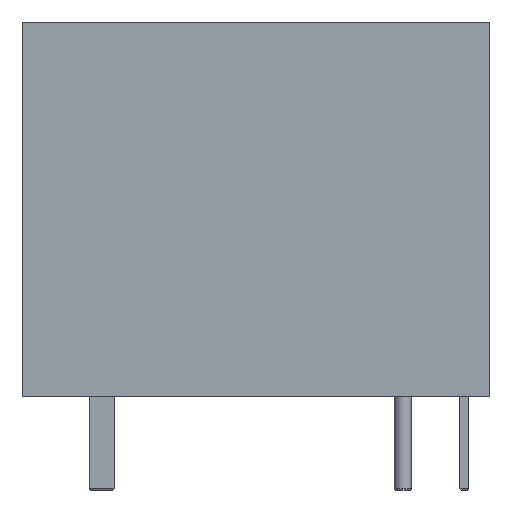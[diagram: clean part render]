
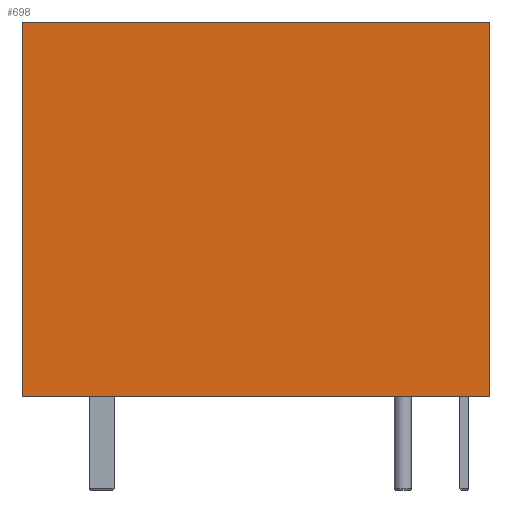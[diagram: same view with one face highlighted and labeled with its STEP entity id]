
A CAD part, left-side view. The second image highlights one B-rep face of the part: STEP entity #698.
In plain terms, the highlighted planar face has unit normal (-1, 0, 0).
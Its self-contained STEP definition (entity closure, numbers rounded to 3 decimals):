
#91=FACE_OUTER_BOUND('',#136,.T.);
#136=EDGE_LOOP('',(#593,#594,#595,#596));
#154=LINE('',#1006,#225);
#205=LINE('',#1150,#276);
#210=LINE('',#1158,#281);
#211=LINE('',#1159,#282);
#225=VECTOR('',#809,10.);
#276=VECTOR('',#956,10.);
#281=VECTOR('',#965,10.);
#282=VECTOR('',#966,10.);
#293=VERTEX_POINT('',#1003);
#294=VERTEX_POINT('',#1005);
#338=VERTEX_POINT('',#1147);
#339=VERTEX_POINT('',#1149);
#356=EDGE_CURVE('',#294,#293,#154,.T.);
#425=EDGE_CURVE('',#338,#339,#205,.T.);
#430=EDGE_CURVE('',#338,#294,#210,.T.);
#431=EDGE_CURVE('',#339,#293,#211,.T.);
#593=ORIENTED_EDGE('',*,*,#430,.T.);
#594=ORIENTED_EDGE('',*,*,#356,.T.);
#595=ORIENTED_EDGE('',*,*,#431,.F.);
#596=ORIENTED_EDGE('',*,*,#425,.F.);
#639=PLANE('',#773);
#698=ADVANCED_FACE('',(#91),#639,.T.);
#773=AXIS2_PLACEMENT_3D('',#1157,#963,#964);
#809=DIRECTION('',(0.,0.,1.));
#956=DIRECTION('',(0.,0.,1.));
#963=DIRECTION('center_axis',(-1.,0.,0.));
#964=DIRECTION('ref_axis',(0.,-1.,0.));
#965=DIRECTION('',(0.,-1.,0.));
#966=DIRECTION('',(0.,-1.,0.));
#1003=CARTESIAN_POINT('',(0.,0.,15.12));
#1005=CARTESIAN_POINT('',(0.,0.,0.));
#1006=CARTESIAN_POINT('',(0.,0.,0.));
#1147=CARTESIAN_POINT('',(0.,18.85,0.));
#1149=CARTESIAN_POINT('',(0.,18.85,15.12));
#1150=CARTESIAN_POINT('',(0.,18.85,0.));
#1157=CARTESIAN_POINT('Origin',(0.,18.85,0.));
#1158=CARTESIAN_POINT('',(0.,18.85,0.));
#1159=CARTESIAN_POINT('',(0.,18.85,15.12));
